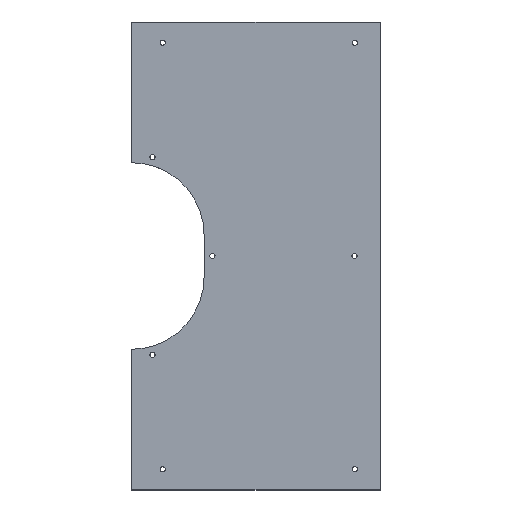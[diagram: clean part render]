
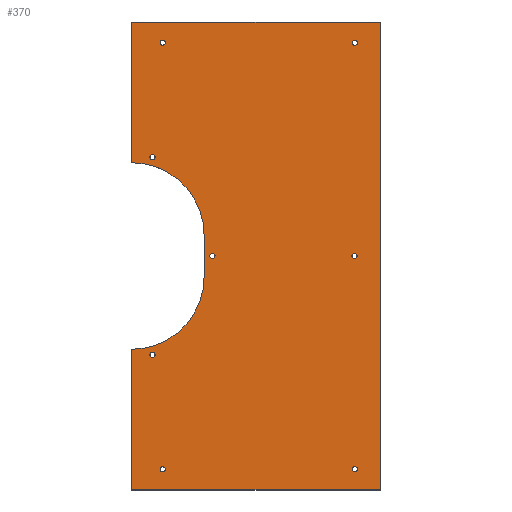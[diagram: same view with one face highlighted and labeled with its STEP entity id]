
A CAD part, top view. The second image highlights one B-rep face of the part: STEP entity #370.
In plain terms, the highlighted planar face has unit normal (0, 0, 1).
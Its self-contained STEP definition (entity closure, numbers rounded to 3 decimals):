
#23=FACE_BOUND('',#83,.T.);
#24=FACE_BOUND('',#84,.T.);
#25=FACE_BOUND('',#85,.T.);
#26=FACE_BOUND('',#86,.T.);
#27=FACE_BOUND('',#87,.T.);
#28=FACE_BOUND('',#88,.T.);
#29=FACE_BOUND('',#89,.T.);
#30=FACE_BOUND('',#90,.T.);
#38=PLANE('',#422);
#56=FACE_OUTER_BOUND('',#82,.T.);
#82=EDGE_LOOP('',(#327,#328,#329,#330,#331,#332,#333,#334));
#83=EDGE_LOOP('',(#335));
#84=EDGE_LOOP('',(#336));
#85=EDGE_LOOP('',(#337));
#86=EDGE_LOOP('',(#338));
#87=EDGE_LOOP('',(#339));
#88=EDGE_LOOP('',(#340));
#89=EDGE_LOOP('',(#341));
#90=EDGE_LOOP('',(#342));
#101=LINE('',#585,#129);
#105=LINE('',#594,#133);
#108=LINE('',#598,#136);
#114=LINE('',#616,#142);
#115=LINE('',#619,#143);
#118=LINE('',#626,#146);
#129=VECTOR('',#485,10.);
#133=VECTOR('',#491,10.);
#136=VECTOR('',#496,10.);
#142=VECTOR('',#514,10.);
#143=VECTOR('',#517,10.);
#146=VECTOR('',#526,10.);
#147=CIRCLE('',#386,2.5);
#150=CIRCLE('',#390,2.5);
#152=CIRCLE('',#393,2.5);
#154=CIRCLE('',#396,2.5);
#156=CIRCLE('',#399,2.5);
#158=CIRCLE('',#402,2.5);
#159=CIRCLE('',#404,2.5);
#161=CIRCLE('',#407,2.5);
#165=CIRCLE('',#416,70.);
#166=CIRCLE('',#420,70.);
#167=VERTEX_POINT('',#531);
#170=VERTEX_POINT('',#539);
#172=VERTEX_POINT('',#545);
#174=VERTEX_POINT('',#551);
#176=VERTEX_POINT('',#557);
#178=VERTEX_POINT('',#563);
#179=VERTEX_POINT('',#567);
#181=VERTEX_POINT('',#573);
#185=VERTEX_POINT('',#582);
#186=VERTEX_POINT('',#584);
#189=VERTEX_POINT('',#591);
#190=VERTEX_POINT('',#593);
#195=VERTEX_POINT('',#610);
#196=VERTEX_POINT('',#612);
#197=VERTEX_POINT('',#618);
#198=VERTEX_POINT('',#622);
#199=EDGE_CURVE('',#167,#167,#147,.T.);
#204=EDGE_CURVE('',#170,#170,#150,.T.);
#207=EDGE_CURVE('',#172,#172,#152,.T.);
#210=EDGE_CURVE('',#174,#174,#154,.T.);
#213=EDGE_CURVE('',#176,#176,#156,.T.);
#216=EDGE_CURVE('',#178,#178,#158,.T.);
#217=EDGE_CURVE('',#179,#179,#159,.T.);
#220=EDGE_CURVE('',#181,#181,#161,.T.);
#225=EDGE_CURVE('',#186,#185,#101,.T.);
#229=EDGE_CURVE('',#190,#189,#105,.T.);
#232=EDGE_CURVE('',#185,#190,#108,.T.);
#239=EDGE_CURVE('',#196,#195,#165,.T.);
#241=EDGE_CURVE('',#189,#196,#114,.T.);
#242=EDGE_CURVE('',#197,#186,#115,.T.);
#244=EDGE_CURVE('',#198,#197,#166,.T.);
#246=EDGE_CURVE('',#195,#198,#118,.T.);
#327=ORIENTED_EDGE('',*,*,#225,.T.);
#328=ORIENTED_EDGE('',*,*,#232,.T.);
#329=ORIENTED_EDGE('',*,*,#229,.T.);
#330=ORIENTED_EDGE('',*,*,#241,.T.);
#331=ORIENTED_EDGE('',*,*,#239,.T.);
#332=ORIENTED_EDGE('',*,*,#246,.T.);
#333=ORIENTED_EDGE('',*,*,#244,.T.);
#334=ORIENTED_EDGE('',*,*,#242,.T.);
#335=ORIENTED_EDGE('',*,*,#199,.T.);
#336=ORIENTED_EDGE('',*,*,#204,.T.);
#337=ORIENTED_EDGE('',*,*,#207,.T.);
#338=ORIENTED_EDGE('',*,*,#210,.T.);
#339=ORIENTED_EDGE('',*,*,#213,.T.);
#340=ORIENTED_EDGE('',*,*,#216,.T.);
#341=ORIENTED_EDGE('',*,*,#217,.T.);
#342=ORIENTED_EDGE('',*,*,#220,.T.);
#370=ADVANCED_FACE('',(#56,#23,#24,#25,#26,#27,#28,#29,#30),#38,.T.);
#386=AXIS2_PLACEMENT_3D('',#532,#427,#428);
#390=AXIS2_PLACEMENT_3D('',#541,#437,#438);
#393=AXIS2_PLACEMENT_3D('',#547,#444,#445);
#396=AXIS2_PLACEMENT_3D('',#553,#451,#452);
#399=AXIS2_PLACEMENT_3D('',#559,#458,#459);
#402=AXIS2_PLACEMENT_3D('',#565,#465,#466);
#404=AXIS2_PLACEMENT_3D('',#568,#469,#470);
#407=AXIS2_PLACEMENT_3D('',#574,#476,#477);
#416=AXIS2_PLACEMENT_3D('',#613,#509,#510);
#420=AXIS2_PLACEMENT_3D('',#623,#521,#522);
#422=AXIS2_PLACEMENT_3D('',#627,#527,#528);
#427=DIRECTION('center_axis',(0.,0.,-1.));
#428=DIRECTION('ref_axis',(1.,0.,0.));
#437=DIRECTION('center_axis',(0.,0.,-1.));
#438=DIRECTION('ref_axis',(-1.,0.,0.));
#444=DIRECTION('center_axis',(0.,0.,-1.));
#445=DIRECTION('ref_axis',(-1.,0.,0.));
#451=DIRECTION('center_axis',(0.,0.,-1.));
#452=DIRECTION('ref_axis',(-1.,0.,0.));
#458=DIRECTION('center_axis',(0.,0.,-1.));
#459=DIRECTION('ref_axis',(-1.,0.,0.));
#465=DIRECTION('center_axis',(0.,0.,-1.));
#466=DIRECTION('ref_axis',(-1.,0.,0.));
#469=DIRECTION('center_axis',(0.,0.,-1.));
#470=DIRECTION('ref_axis',(1.,0.,0.));
#476=DIRECTION('center_axis',(0.,0.,-1.));
#477=DIRECTION('ref_axis',(1.,0.,0.));
#485=DIRECTION('',(1.,0.,0.));
#491=DIRECTION('',(-1.,0.,0.));
#496=DIRECTION('',(0.,1.,0.));
#509=DIRECTION('center_axis',(0.,0.,-1.));
#510=DIRECTION('ref_axis',(1.,0.,0.));
#514=DIRECTION('',(0.,-1.,0.));
#517=DIRECTION('',(0.,-1.,0.));
#521=DIRECTION('center_axis',(0.,0.,-1.));
#522=DIRECTION('ref_axis',(1.,0.,0.));
#526=DIRECTION('',(0.,-1.,0.));
#527=DIRECTION('center_axis',(0.,0.,1.));
#528=DIRECTION('ref_axis',(1.,0.,0.));
#531=CARTESIAN_POINT('',(212.5,-231.1,3.));
#532=CARTESIAN_POINT('Origin',(215.,-231.1,3.));
#539=CARTESIAN_POINT('',(32.5,-25.5,3.));
#541=CARTESIAN_POINT('Origin',(30.,-25.5,3.));
#545=CARTESIAN_POINT('',(32.5,-436.7,3.));
#547=CARTESIAN_POINT('Origin',(30.,-436.7,3.));
#551=CARTESIAN_POINT('',(80.5,-231.097,3.));
#553=CARTESIAN_POINT('Origin',(78.,-231.097,3.));
#557=CARTESIAN_POINT('',(22.688,-135.758,3.));
#559=CARTESIAN_POINT('Origin',(20.188,-135.758,3.));
#563=CARTESIAN_POINT('',(22.688,-326.437,3.));
#565=CARTESIAN_POINT('Origin',(20.188,-326.437,3.));
#567=CARTESIAN_POINT('',(212.8,-436.7,3.));
#568=CARTESIAN_POINT('Origin',(215.3,-436.7,3.));
#573=CARTESIAN_POINT('',(212.8,-25.5,3.));
#574=CARTESIAN_POINT('Origin',(215.3,-25.5,3.));
#582=CARTESIAN_POINT('',(240.,-456.7,3.));
#584=CARTESIAN_POINT('',(0.,-456.7,3.));
#585=CARTESIAN_POINT('',(60.,-456.7,3.));
#591=CARTESIAN_POINT('',(0.,-5.5,3.));
#593=CARTESIAN_POINT('',(240.,-5.5,3.));
#594=CARTESIAN_POINT('',(180.,-5.5,3.));
#598=CARTESIAN_POINT('',(240.,0.,3.));
#610=CARTESIAN_POINT('',(70.,-211.1,3.));
#612=CARTESIAN_POINT('',(0.,-141.1,3.));
#613=CARTESIAN_POINT('Origin',(0.,-211.1,3.));
#616=CARTESIAN_POINT('',(0.,-462.2,3.));
#618=CARTESIAN_POINT('',(0.,-321.1,3.));
#619=CARTESIAN_POINT('',(0.,-462.2,3.));
#622=CARTESIAN_POINT('',(70.,-251.1,3.));
#623=CARTESIAN_POINT('Origin',(0.,-251.1,3.));
#626=CARTESIAN_POINT('',(70.,-211.1,3.));
#627=CARTESIAN_POINT('Origin',(120.,-231.1,3.));
